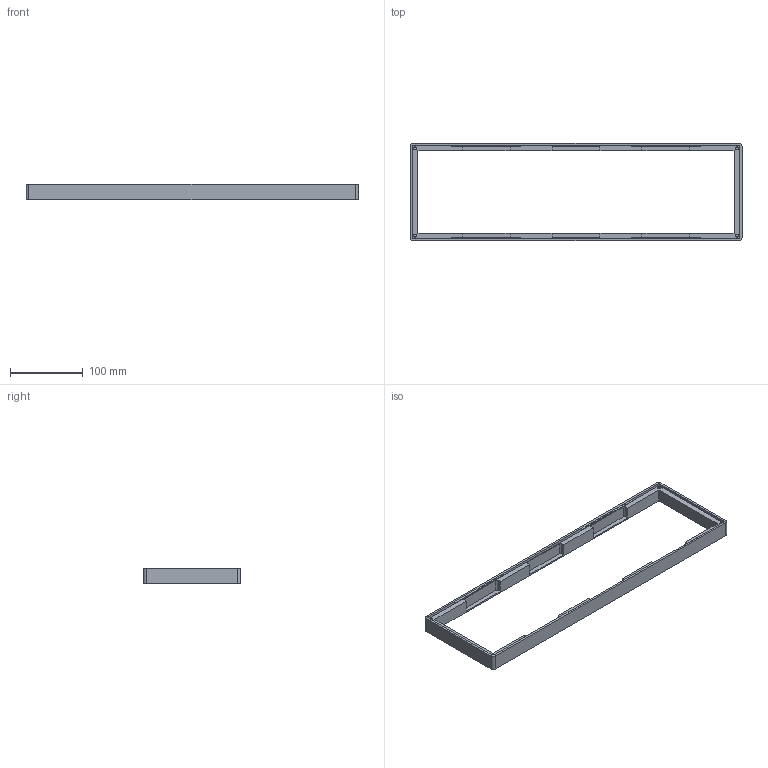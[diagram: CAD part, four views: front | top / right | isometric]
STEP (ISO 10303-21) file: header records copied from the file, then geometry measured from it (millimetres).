
FILE_DESCRIPTION (( 'STEP AP214' ), '1' );
FILE_NAME ('FullBoardFrame.STEP', '2025-02-12T11:54:10', ( '' ), ( '' ), 'SwSTEP 2.0', 'SolidWorks 2019', '' );
FILE_SCHEMA (( 'AUTOMOTIVE_DESIGN' ));
Length unit declared in the file: millimetre
Products named in the file (1): FullBoardFrame
Bounding box: 456.58 x 134.01 x 22 mm (x, y, z)
Volume: 182941.4 mm3; surface area: 75228.9 mm2
Topology: 1 solids, 1 shells, 95 faces, 256 edges, 168 vertices
Faces by surface type: plane 63, cylinder 32
Entity records: 3008 total; most frequent: CARTESIAN_POINT 520, ORIENTED_EDGE 512, DIRECTION 512, EDGE_CURVE 256, VECTOR 192, LINE 192, VERTEX_POINT 168, AXIS2_PLACEMENT_3D 160
